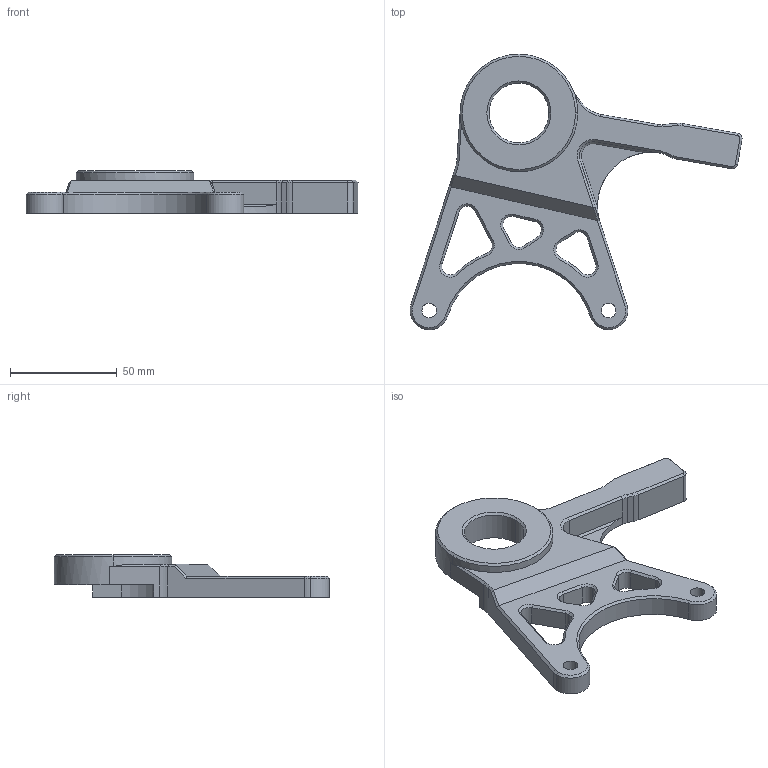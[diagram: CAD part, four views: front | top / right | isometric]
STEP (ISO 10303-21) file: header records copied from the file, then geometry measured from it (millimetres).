
FILE_DESCRIPTION (( 'STEP AP203' ), '1' );
FILE_NAME ('750-100.STEP', '2020-04-18T15:36:55', ( '' ), ( '' ), 'SwSTEP 2.0', 'SolidWorks 2015', '' );
FILE_SCHEMA (( 'CONFIG_CONTROL_DESIGN' ));
Length unit declared in the file: millimetre
Products named in the file (1): 750-100
Bounding box: 155.47 x 128.99 x 20 mm (x, y, z)
Volume: 89520.5 mm3; surface area: 25722.2 mm2
Topology: 1 solids, 1 shells, 123 faces, 313 edges, 192 vertices
Faces by surface type: plane 51, cylinder 40, cone 32
Entity records: 3789 total; most frequent: DIRECTION 670, CARTESIAN_POINT 653, ORIENTED_EDGE 626, EDGE_CURVE 313, AXIS2_PLACEMENT_3D 241, VERTEX_POINT 192, VECTOR 188, LINE 188
